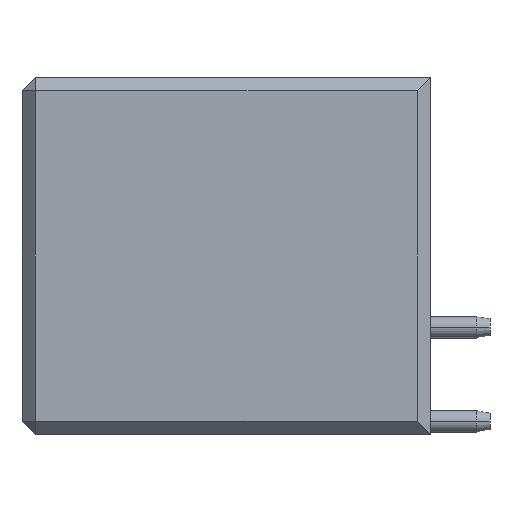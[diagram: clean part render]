
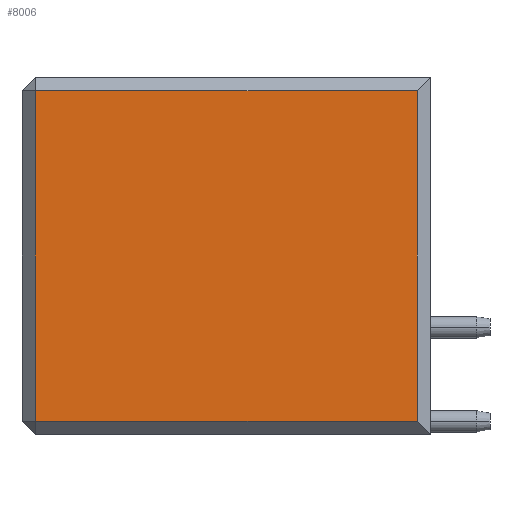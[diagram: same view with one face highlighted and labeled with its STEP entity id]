
A CAD part, left-side view. The second image highlights one B-rep face of the part: STEP entity #8006.
In plain terms, the highlighted planar face has unit normal (-1, 0, 0).
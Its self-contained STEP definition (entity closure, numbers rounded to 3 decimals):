
#135 = VECTOR ( 'NONE', #4002, 1000. ) ;
#180 = CARTESIAN_POINT ( 'NONE',  ( -9.5, 15.2, 12.8 ) ) ;
#290 = ORIENTED_EDGE ( 'NONE', *, *, #5100, .T. ) ;
#1208 = AXIS2_PLACEMENT_3D ( 'NONE', #3216, #5495, #9547 ) ;
#1320 = ORIENTED_EDGE ( 'NONE', *, *, #6894, .T. ) ;
#1520 = LINE ( 'NONE', #2478, #135 ) ;
#2012 = CARTESIAN_POINT ( 'NONE',  ( -9.5, 14.7, 13.3 ) ) ;
#2043 = EDGE_CURVE ( 'NONE', #9664, #5990, #4199, .T. ) ;
#2264 = CARTESIAN_POINT ( 'NONE',  ( -9.5, 0.5, 0.5 ) ) ;
#2478 = CARTESIAN_POINT ( 'NONE',  ( -9.5, 0.5, 13.3 ) ) ;
#3087 = VECTOR ( 'NONE', #8444, 1000. ) ;
#3167 = PLANE ( 'NONE',  #1208 ) ;
#3216 = CARTESIAN_POINT ( 'NONE',  ( -9.5, 0., 13.3 ) ) ;
#3349 = LINE ( 'NONE', #4203, #6132 ) ;
#4002 = DIRECTION ( 'NONE',  ( 0., 0., 1. ) ) ;
#4199 = LINE ( 'NONE', #180, #5507 ) ;
#4203 = CARTESIAN_POINT ( 'NONE',  ( -9.5, 0., 0.5 ) ) ;
#5100 = EDGE_CURVE ( 'NONE', #5990, #6845, #10075, .T. ) ;
#5495 = DIRECTION ( 'NONE',  ( -1., 0., 0. ) ) ;
#5507 = VECTOR ( 'NONE', #6570, 1000. ) ;
#5729 = DIRECTION ( 'NONE',  ( 0., -1., 0. ) ) ;
#5990 = VERTEX_POINT ( 'NONE', #8232 ) ;
#6122 = VERTEX_POINT ( 'NONE', #2264 ) ;
#6132 = VECTOR ( 'NONE', #5729, 1000. ) ;
#6145 = EDGE_LOOP ( 'NONE', ( #7192, #8993, #290, #1320 ) ) ;
#6570 = DIRECTION ( 'NONE',  ( 0., 1., 0. ) ) ;
#6845 = VERTEX_POINT ( 'NONE', #8316 ) ;
#6894 = EDGE_CURVE ( 'NONE', #6845, #6122, #3349, .T. ) ;
#7192 = ORIENTED_EDGE ( 'NONE', *, *, #9384, .T. ) ;
#7749 = CARTESIAN_POINT ( 'NONE',  ( -9.5, 0.5, 12.8 ) ) ;
#8006 = ADVANCED_FACE ( 'NONE', ( #9654 ), #3167, .T. ) ;
#8232 = CARTESIAN_POINT ( 'NONE',  ( -9.5, 14.7, 12.8 ) ) ;
#8316 = CARTESIAN_POINT ( 'NONE',  ( -9.5, 14.7, 0.5 ) ) ;
#8444 = DIRECTION ( 'NONE',  ( 0., 0., -1. ) ) ;
#8993 = ORIENTED_EDGE ( 'NONE', *, *, #2043, .T. ) ;
#9384 = EDGE_CURVE ( 'NONE', #6122, #9664, #1520, .T. ) ;
#9547 = DIRECTION ( 'NONE',  ( 0., 0., 1. ) ) ;
#9654 = FACE_OUTER_BOUND ( 'NONE', #6145, .T. ) ;
#9664 = VERTEX_POINT ( 'NONE', #7749 ) ;
#10075 = LINE ( 'NONE', #2012, #3087 ) ;
